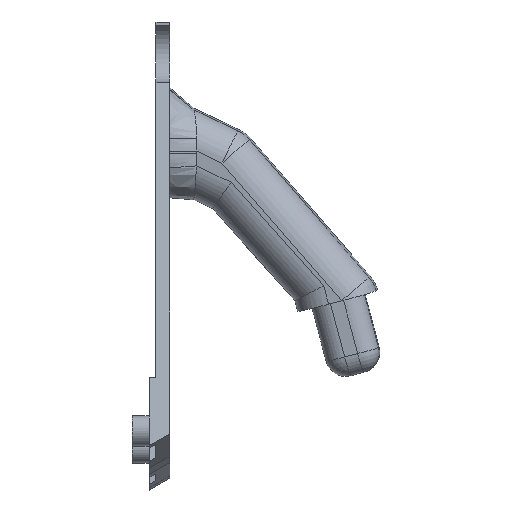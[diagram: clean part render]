
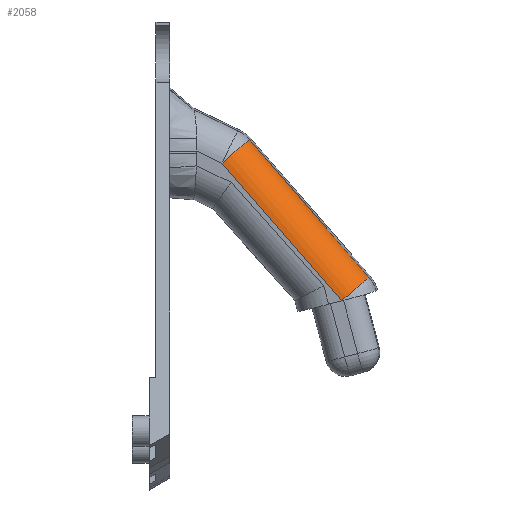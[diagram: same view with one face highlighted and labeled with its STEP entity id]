
A CAD part, top view. The second image highlights one B-rep face of the part: STEP entity #2058.
In plain terms, the highlighted cylindrical face has radius 5 mm (diameter 10 mm), a partial arc.
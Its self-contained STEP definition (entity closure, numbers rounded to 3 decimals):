
#44=CYLINDRICAL_SURFACE('',#2214,5.);
#92=CIRCLE('',#2211,5.);
#94=CIRCLE('',#2215,5.);
#197=FACE_OUTER_BOUND('',#322,.T.);
#322=EDGE_LOOP('',(#1550,#1551,#1552,#1553));
#499=LINE('',#3444,#719);
#500=LINE('',#3447,#720);
#719=VECTOR('',#2536,25.4);
#720=VECTOR('',#2539,25.4);
#931=VERTEX_POINT('',#3388);
#934=VERTEX_POINT('',#3395);
#950=VERTEX_POINT('',#3436);
#951=VERTEX_POINT('',#3445);
#1175=EDGE_CURVE('',#950,#931,#92,.T.);
#1177=EDGE_CURVE('',#934,#931,#499,.T.);
#1178=EDGE_CURVE('',#951,#934,#94,.T.);
#1179=EDGE_CURVE('',#950,#951,#500,.T.);
#1550=ORIENTED_EDGE('',*,*,#1175,.T.);
#1551=ORIENTED_EDGE('',*,*,#1177,.F.);
#1552=ORIENTED_EDGE('',*,*,#1178,.F.);
#1553=ORIENTED_EDGE('',*,*,#1179,.F.);
#2058=ADVANCED_FACE('',(#197),#44,.T.);
#2211=AXIS2_PLACEMENT_3D('',#3440,#2528,#2529);
#2214=AXIS2_PLACEMENT_3D('',#3443,#2534,#2535);
#2215=AXIS2_PLACEMENT_3D('',#3446,#2537,#2538);
#2528=DIRECTION('center_axis',(0.656,-0.755,0.001));
#2529=DIRECTION('ref_axis',(0.496,0.431,0.754));
#2534=DIRECTION('center_axis',(0.656,-0.755,0.001));
#2535=DIRECTION('ref_axis',(0.496,0.431,0.754));
#2536=DIRECTION('',(-0.656,0.755,-0.001));
#2537=DIRECTION('center_axis',(0.656,-0.755,0.001));
#2538=DIRECTION('ref_axis',(0.753,0.654,0.068));
#2539=DIRECTION('',(0.656,-0.755,0.001));
#3388=CARTESIAN_POINT('',(-0.397,-170.14,-147.422));
#3395=CARTESIAN_POINT('',(17.289,-190.507,-147.401));
#3436=CARTESIAN_POINT('',(3.63,-166.648,-152.068));
#3440=CARTESIAN_POINT('Origin',(-0.136,-169.918,-152.41));
#3443=CARTESIAN_POINT('Origin',(8.194,-179.511,-152.401));
#3444=CARTESIAN_POINT('',(7.933,-179.733,-147.412));
#3445=CARTESIAN_POINT('',(21.316,-187.015,-152.047));
#3446=CARTESIAN_POINT('Origin',(17.549,-190.286,-152.389));
#3447=CARTESIAN_POINT('',(11.96,-176.241,-152.059));
